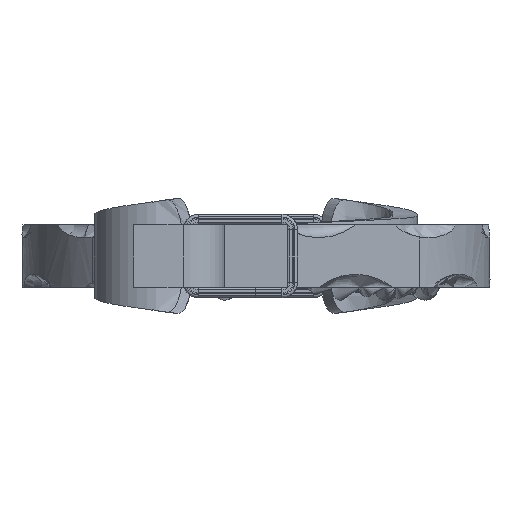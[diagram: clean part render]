
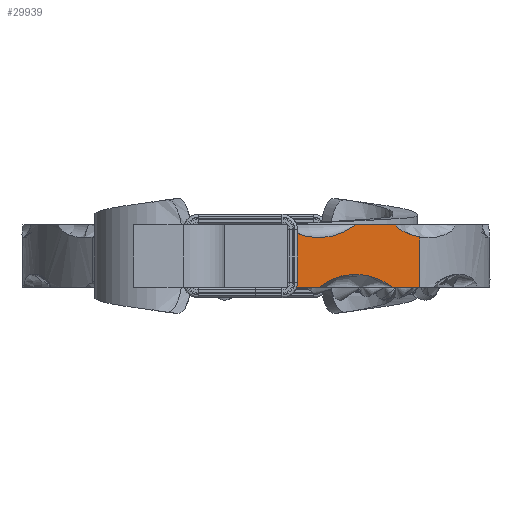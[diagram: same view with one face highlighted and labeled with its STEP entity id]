
A CAD part, front view. The second image highlights one B-rep face of the part: STEP entity #29939.
In plain terms, the highlighted planar face has unit normal (0.707, -0.707, 0).
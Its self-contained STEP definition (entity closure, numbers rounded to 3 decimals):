
#185 = CARTESIAN_POINT ( 'NONE',  ( 27.218, -92.404, 5.475 ) ) ;
#502 = CARTESIAN_POINT ( 'NONE',  ( 31.527, -88.095, 3.655 ) ) ;
#695 = VERTEX_POINT ( 'NONE', #27758 ) ;
#819 = LINE ( 'NONE', #1330, #2797 ) ;
#990 = DIRECTION ( 'NONE',  ( -0.707, -0.707, 0. ) ) ;
#1015 = VERTEX_POINT ( 'NONE', #8508 ) ;
#1330 = CARTESIAN_POINT ( 'NONE',  ( 6.974, -112.648, -6. ) ) ;
#1685 = ORIENTED_EDGE ( 'NONE', *, *, #27922, .T. ) ;
#2797 = VECTOR ( 'NONE', #21414, 1000. ) ;
#2906 = EDGE_LOOP ( 'NONE', ( #15624, #18279, #23933, #10818, #13788, #1685, #27447, #13457 ) ) ;
#3060 = CIRCLE ( 'NONE', #14773, 21.25 ) ;
#3962 = LINE ( 'NONE', #17448, #25443 ) ;
#4016 = LINE ( 'NONE', #21078, #13020 ) ;
#4492 = DIRECTION ( 'NONE',  ( 0., 0., 1. ) ) ;
#5334 = CARTESIAN_POINT ( 'NONE',  ( 27.128, -92.495, 5.553 ) ) ;
#5789 = CIRCLE ( 'NONE', #30960, 21.25 ) ;
#6217 = B_SPLINE_CURVE_WITH_KNOTS ( 'NONE', 3,
 ( #502, #30278, #12836, #25159, #27765, #10429, #10216, #185, #5334, #10544, #23111, #23010, #8139, #27866 ),
 .UNSPECIFIED., .F., .F.,
 ( 4, 2, 2, 2, 2, 2, 4 ),
 ( 0., 0.004, 0.005, 0.006, 0.007, 0.007, 0.007 ),
 .UNSPECIFIED. ) ;
#6545 = EDGE_CURVE ( 'NONE', #695, #24156, #26938, .T. ) ;
#6773 = DIRECTION ( 'NONE',  ( 0.707, 0.707, 0. ) ) ;
#7110 = EDGE_CURVE ( 'NONE', #14193, #695, #3060, .T. ) ;
#7754 = VERTEX_POINT ( 'NONE', #24801 ) ;
#8139 = CARTESIAN_POINT ( 'NONE',  ( 26.87, -92.753, 5.924 ) ) ;
#8508 = CARTESIAN_POINT ( 'NONE',  ( 31.527, -88.095, 3.655 ) ) ;
#8661 = DIRECTION ( 'NONE',  ( -0.707, 0.707, 0. ) ) ;
#8662 = AXIS2_PLACEMENT_3D ( 'NONE', #25257, #25583, #30585 ) ;
#10216 = CARTESIAN_POINT ( 'NONE',  ( 27.494, -92.128, 5.255 ) ) ;
#10309 = PLANE ( 'NONE',  #8662 ) ;
#10429 = CARTESIAN_POINT ( 'NONE',  ( 27.685, -91.937, 5.129 ) ) ;
#10544 = CARTESIAN_POINT ( 'NONE',  ( 27.003, -92.619, 5.69 ) ) ;
#10818 = ORIENTED_EDGE ( 'NONE', *, *, #21759, .T. ) ;
#10883 = EDGE_CURVE ( 'NONE', #29359, #14193, #4016, .T. ) ;
#12264 = EDGE_CURVE ( 'NONE', #29359, #1015, #3962, .T. ) ;
#12836 = CARTESIAN_POINT ( 'NONE',  ( 29.869, -89.753, 4.045 ) ) ;
#13020 = VECTOR ( 'NONE', #990, 1000. ) ;
#13400 = CARTESIAN_POINT ( 'NONE',  ( 31.527, -88.095, -6. ) ) ;
#13457 = ORIENTED_EDGE ( 'NONE', *, *, #6545, .F. ) ;
#13653 = LINE ( 'NONE', #28506, #14036 ) ;
#13754 = EDGE_CURVE ( 'NONE', #24156, #25210, #819, .T. ) ;
#13788 = ORIENTED_EDGE ( 'NONE', *, *, #26528, .T. ) ;
#14036 = VECTOR ( 'NONE', #26110, 1000. ) ;
#14193 = VERTEX_POINT ( 'NONE', #30845 ) ;
#14773 = AXIS2_PLACEMENT_3D ( 'NONE', #21714, #24316, #6773 ) ;
#15312 = CARTESIAN_POINT ( 'NONE',  ( 6.974, -112.648, 4.786 ) ) ;
#15624 = ORIENTED_EDGE ( 'NONE', *, *, #7110, .F. ) ;
#16195 = FACE_OUTER_BOUND ( 'NONE', #2906, .T. ) ;
#17175 = VERTEX_POINT ( 'NONE', #27614 ) ;
#17448 = CARTESIAN_POINT ( 'NONE',  ( 31.527, -88.095, -6. ) ) ;
#18279 = ORIENTED_EDGE ( 'NONE', *, *, #10883, .F. ) ;
#18563 = CARTESIAN_POINT ( 'NONE',  ( 31.527, -88.095, -6. ) ) ;
#21026 = CARTESIAN_POINT ( 'NONE',  ( 12.123, -107.5, 24.75 ) ) ;
#21078 = CARTESIAN_POINT ( 'NONE',  ( 31.527, -88.095, -6. ) ) ;
#21103 = DIRECTION ( 'NONE',  ( -0.707, -0.707, 0. ) ) ;
#21414 = DIRECTION ( 'NONE',  ( 0., 0., 1. ) ) ;
#21714 = CARTESIAN_POINT ( 'NONE',  ( 19.194, -100.429, -24.75 ) ) ;
#21759 = EDGE_CURVE ( 'NONE', #1015, #17175, #6217, .T. ) ;
#23010 = CARTESIAN_POINT ( 'NONE',  ( 26.897, -92.726, 5.855 ) ) ;
#23111 = CARTESIAN_POINT ( 'NONE',  ( 26.964, -92.659, 5.739 ) ) ;
#23933 = ORIENTED_EDGE ( 'NONE', *, *, #12264, .T. ) ;
#24156 = VERTEX_POINT ( 'NONE', #31188 ) ;
#24316 = DIRECTION ( 'NONE',  ( 0.707, -0.707, 0. ) ) ;
#24801 = CARTESIAN_POINT ( 'NONE',  ( 19.194, -100.429, 6. ) ) ;
#25159 = CARTESIAN_POINT ( 'NONE',  ( 28.664, -90.958, 4.571 ) ) ;
#25210 = VERTEX_POINT ( 'NONE', #15312 ) ;
#25257 = CARTESIAN_POINT ( 'NONE',  ( 31.527, -88.095, -6. ) ) ;
#25403 = VECTOR ( 'NONE', #21103, 1000. ) ;
#25443 = VECTOR ( 'NONE', #4492, 1000. ) ;
#25583 = DIRECTION ( 'NONE',  ( 0.707, -0.707, 0. ) ) ;
#25902 = DIRECTION ( 'NONE',  ( 0.707, 0.707, 0. ) ) ;
#26110 = DIRECTION ( 'NONE',  ( -0.707, -0.707, 0. ) ) ;
#26528 = EDGE_CURVE ( 'NONE', #17175, #7754, #13653, .T. ) ;
#26938 = LINE ( 'NONE', #18563, #25403 ) ;
#27447 = ORIENTED_EDGE ( 'NONE', *, *, #13754, .F. ) ;
#27614 = CARTESIAN_POINT ( 'NONE',  ( 26.87, -92.753, 6. ) ) ;
#27758 = CARTESIAN_POINT ( 'NONE',  ( 12.123, -107.5, -6. ) ) ;
#27765 = CARTESIAN_POINT ( 'NONE',  ( 28.266, -91.357, 4.773 ) ) ;
#27866 = CARTESIAN_POINT ( 'NONE',  ( 26.87, -92.753, 6. ) ) ;
#27922 = EDGE_CURVE ( 'NONE', #7754, #25210, #5789, .T. ) ;
#28506 = CARTESIAN_POINT ( 'NONE',  ( 31.527, -88.095, 6. ) ) ;
#29359 = VERTEX_POINT ( 'NONE', #13400 ) ;
#29939 = ADVANCED_FACE ( 'NONE', ( #16195 ), #10309, .T. ) ;
#30278 = CARTESIAN_POINT ( 'NONE',  ( 30.69, -88.932, 3.801 ) ) ;
#30585 = DIRECTION ( 'NONE',  ( 0.707, 0.707, 0. ) ) ;
#30845 = CARTESIAN_POINT ( 'NONE',  ( 26.265, -93.358, -6. ) ) ;
#30960 = AXIS2_PLACEMENT_3D ( 'NONE', #21026, #8661, #25902 ) ;
#31188 = CARTESIAN_POINT ( 'NONE',  ( 6.974, -112.648, -6. ) ) ;
